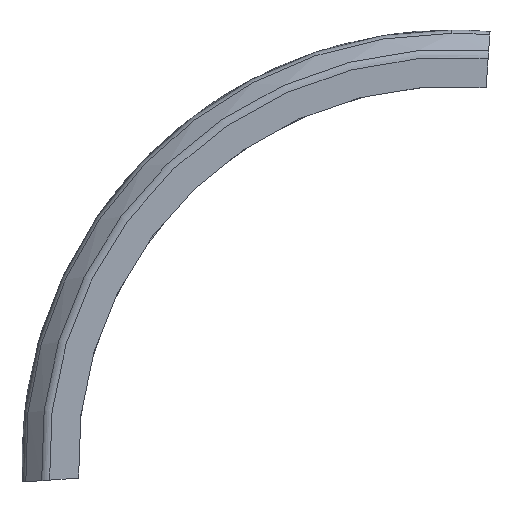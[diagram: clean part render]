
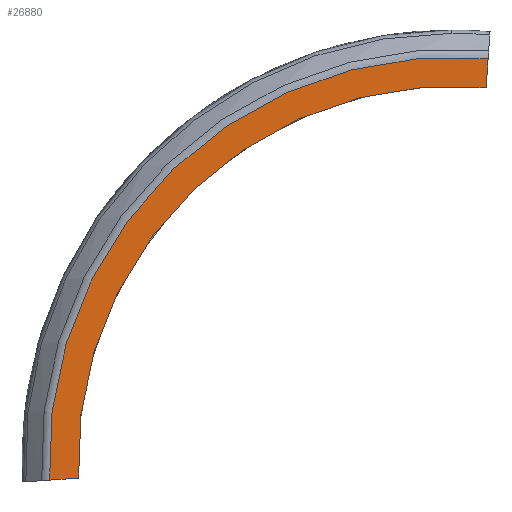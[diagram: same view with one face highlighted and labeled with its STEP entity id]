
A CAD part, left-side view. The second image highlights one B-rep face of the part: STEP entity #26880.
In plain terms, the highlighted face is planar.
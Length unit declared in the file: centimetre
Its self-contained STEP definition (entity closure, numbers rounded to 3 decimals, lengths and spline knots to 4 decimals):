
#673 = CARTESIAN_POINT ( 'NONE',  ( 72.39, 90.9066, 42.1033 ) ) ;
#769 = LINE ( 'NONE', #5597, #12426 ) ;
#1061 = EDGE_LOOP ( 'NONE', ( #14642, #25679, #5873, #3777 ) ) ;
#1875 = AXIS2_PLACEMENT_3D ( 'NONE', #22246, #26320, #5492 ) ;
#2198 = CARTESIAN_POINT ( 'NONE',  ( 72.39, 41.5444, -2.2696 ) ) ;
#2548 = DIRECTION ( 'NONE',  ( 1., 0., 0. ) ) ;
#3391 = CARTESIAN_POINT ( 'NONE',  ( 72.39, 87.05, 0. ) ) ;
#3777 = ORIENTED_EDGE ( 'NONE', *, *, #29856, .F. ) ;
#4042 = VERTEX_POINT ( 'NONE', #673 ) ;
#4824 = CARTESIAN_POINT ( 'NONE',  ( 72.39, 87.05, 0. ) ) ;
#5158 = DIRECTION ( 'NONE',  ( 0., 0.07, 0.998 ) ) ;
#5222 = CARTESIAN_POINT ( 'NONE',  ( 72.39, 91.1357, 45.3786 ) ) ;
#5492 = DIRECTION ( 'NONE',  ( 0., 0., -1. ) ) ;
#5597 = CARTESIAN_POINT ( 'NONE',  ( 72.39, 91.1281, 45.2705 ) ) ;
#5873 = ORIENTED_EDGE ( 'NONE', *, *, #15302, .T. ) ;
#6126 = AXIS2_PLACEMENT_3D ( 'NONE', #4824, #2548, #14041 ) ;
#6974 = VERTEX_POINT ( 'NONE', #2198 ) ;
#7765 = FACE_OUTER_BOUND ( 'NONE', #1061, .T. ) ;
#8183 = DIRECTION ( 'NONE',  ( 0., -0.998, -0.07 ) ) ;
#9498 = CIRCLE ( 'NONE', #6126, 42.2795 ) ;
#11433 = EDGE_CURVE ( 'NONE', #4042, #22298, #9498, .T. ) ;
#12426 = VECTOR ( 'NONE', #5158, 100. ) ;
#12745 = PLANE ( 'NONE',  #1875 ) ;
#14041 = DIRECTION ( 'NONE',  ( 0., 0., -1. ) ) ;
#14489 = CARTESIAN_POINT ( 'NONE',  ( 72.39, 44.8197, -2.0405 ) ) ;
#14642 = ORIENTED_EDGE ( 'NONE', *, *, #19527, .F. ) ;
#14875 = DIRECTION ( 'NONE',  ( 0., 0., -1. ) ) ;
#15302 = EDGE_CURVE ( 'NONE', #4042, #29381, #769, .T. ) ;
#15323 = DIRECTION ( 'NONE',  ( -1., 0., 0. ) ) ;
#17752 = VECTOR ( 'NONE', #8183, 100. ) ;
#19256 = AXIS2_PLACEMENT_3D ( 'NONE', #3391, #15323, #14875 ) ;
#19527 = EDGE_CURVE ( 'NONE', #22298, #6974, #28848, .T. ) ;
#22246 = CARTESIAN_POINT ( 'NONE',  ( 72.39, 91.1281, 45.2705 ) ) ;
#22298 = VERTEX_POINT ( 'NONE', #14489 ) ;
#24481 = CARTESIAN_POINT ( 'NONE',  ( 72.39, 41.6525, -2.262 ) ) ;
#25679 = ORIENTED_EDGE ( 'NONE', *, *, #11433, .F. ) ;
#26320 = DIRECTION ( 'NONE',  ( -1., 0., 0. ) ) ;
#26880 = ADVANCED_FACE ( 'NONE', ( #7765 ), #12745, .F. ) ;
#27445 = CIRCLE ( 'NONE', #19256, 45.5622 ) ;
#28848 = LINE ( 'NONE', #24481, #17752 ) ;
#29381 = VERTEX_POINT ( 'NONE', #5222 ) ;
#29856 = EDGE_CURVE ( 'NONE', #6974, #29381, #27445, .T. ) ;
